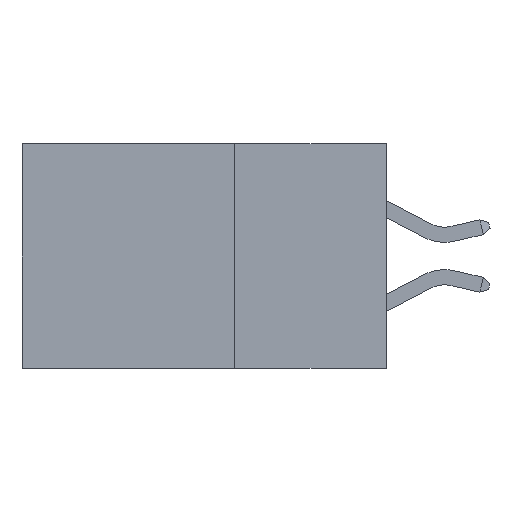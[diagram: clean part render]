
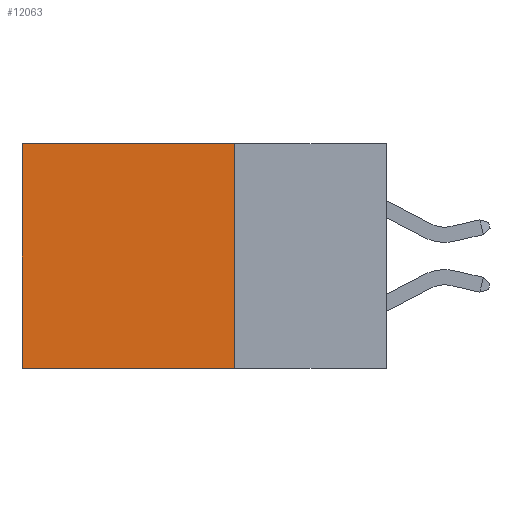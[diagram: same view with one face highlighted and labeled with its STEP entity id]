
A CAD part, left-side view. The second image highlights one B-rep face of the part: STEP entity #12063.
In plain terms, the highlighted planar face has unit normal (-1, 0, 0).
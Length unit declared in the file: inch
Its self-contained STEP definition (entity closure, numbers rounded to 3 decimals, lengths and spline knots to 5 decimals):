
#1098 = EDGE_CURVE ( 'NONE', #5422, #23586, #19222, .T. ) ;
#1862 = CARTESIAN_POINT ( 'NONE',  ( 0.2615, 0.6, -0.37 ) ) ;
#1986 = DIRECTION ( 'NONE',  ( 0., 0., -1. ) ) ;
#2690 = PLANE ( 'NONE',  #3329 ) ;
#3329 = AXIS2_PLACEMENT_3D ( 'NONE', #16525, #10626, #8726 ) ;
#3738 = DIRECTION ( 'NONE',  ( 0., 1., 0. ) ) ;
#4144 = ORIENTED_EDGE ( 'NONE', *, *, #9720, .T. ) ;
#4573 = VECTOR ( 'NONE', #1986, 39.37008 ) ;
#4991 = EDGE_CURVE ( 'NONE', #22801, #22959, #12148, .T. ) ;
#5422 = VERTEX_POINT ( 'NONE', #7634 ) ;
#6228 = VECTOR ( 'NONE', #17942, 39.37008 ) ;
#6503 = VECTOR ( 'NONE', #3738, 39.37008 ) ;
#6834 = FACE_OUTER_BOUND ( 'NONE', #15978, .T. ) ;
#7634 = CARTESIAN_POINT ( 'NONE',  ( 0.2615, 0.25, 0. ) ) ;
#8726 = DIRECTION ( 'NONE',  ( 0., 0., -1. ) ) ;
#9094 = CARTESIAN_POINT ( 'NONE',  ( 0.2615, 0.25, -0.37 ) ) ;
#9720 = EDGE_CURVE ( 'NONE', #23586, #22959, #18882, .T. ) ;
#10056 = CARTESIAN_POINT ( 'NONE',  ( 0.2615, 0.25, -0.37 ) ) ;
#10626 = DIRECTION ( 'NONE',  ( 1., 0., 0. ) ) ;
#11664 = CARTESIAN_POINT ( 'NONE',  ( 0.2615, 0.25, 0. ) ) ;
#12063 = ADVANCED_FACE ( 'NONE', ( #6834 ), #2690, .F. ) ;
#12148 = LINE ( 'NONE', #9094, #6228 ) ;
#13103 = DIRECTION ( 'NONE',  ( 0., 0., -1. ) ) ;
#14974 = LINE ( 'NONE', #22636, #18482 ) ;
#15333 = ORIENTED_EDGE ( 'NONE', *, *, #20799, .F. ) ;
#15978 = EDGE_LOOP ( 'NONE', ( #4144, #24116, #15333, #17572 ) ) ;
#16263 = CARTESIAN_POINT ( 'NONE',  ( 0.2615, 0.6, 0. ) ) ;
#16525 = CARTESIAN_POINT ( 'NONE',  ( 0.2615, 0.25, -0.37 ) ) ;
#17572 = ORIENTED_EDGE ( 'NONE', *, *, #1098, .T. ) ;
#17942 = DIRECTION ( 'NONE',  ( 0., 1., 0. ) ) ;
#18482 = VECTOR ( 'NONE', #13103, 39.37008 ) ;
#18882 = LINE ( 'NONE', #21110, #4573 ) ;
#19222 = LINE ( 'NONE', #11664, #6503 ) ;
#20799 = EDGE_CURVE ( 'NONE', #5422, #22801, #14974, .T. ) ;
#21110 = CARTESIAN_POINT ( 'NONE',  ( 0.2615, 0.6, -0.37 ) ) ;
#22636 = CARTESIAN_POINT ( 'NONE',  ( 0.2615, 0.25, -0.37 ) ) ;
#22801 = VERTEX_POINT ( 'NONE', #10056 ) ;
#22959 = VERTEX_POINT ( 'NONE', #1862 ) ;
#23586 = VERTEX_POINT ( 'NONE', #16263 ) ;
#24116 = ORIENTED_EDGE ( 'NONE', *, *, #4991, .F. ) ;
